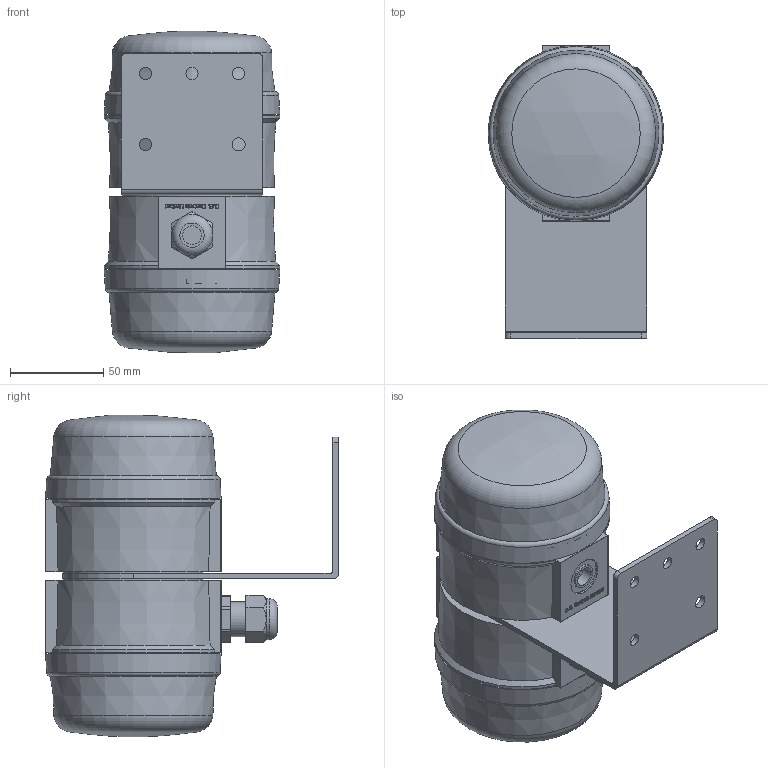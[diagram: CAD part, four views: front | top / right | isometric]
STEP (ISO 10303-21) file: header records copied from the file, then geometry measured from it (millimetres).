
FILE_DESCRIPTION(/* description */ (''),/* implementation_level */ '2;1');
FILE_NAME(/* name */ '219102167-MI_2C_B2B_R_A-3D_CAD-MD37-1-20240901.step',/* time_stamp */ '2024-09-09T14:49:08+01:00',/* author */ (''),/* organization */ (''),/* preprocessor_version */ 'ST-DEVELOPER v20',/* originating_system */ 'Autodesk Translation Framework v13.14.0.145',/* authorisation */ '');
FILE_SCHEMA (('AUTOMOTIVE_DESIGN { 1 0 10303 214 3 1 1 }'));
Products named in the file (9): 219102167-MI_2C_B2B_R_A-3D_CAD-MD37-1-20240901; H202711 (C BASE TALL - WHITE ABS) v2; H202711 (C BASE TALL - WHITE ABS) v2 (1); H6000000633 (BNG GASKET); G06101 (MB1 MOUNTING BRACKET); M16 Cable Gland; 1417653; H01273- (DOME DCR/TALL/- POLYCARBONATE); G41402505111 (M2.5 x 5mm PAN/POZI SCREW BZP)
Assembly tree (11 placements, depth 3):
  219102167-MI_2C_B2B_R_A-3D_CAD-MD37-1-20240901
    H202711 (C BASE TALL - WHITE ABS) v2
    H202711 (C BASE TALL - WHITE ABS) v2 (1)
    H6000000633 (BNG GASKET)  x2
    G06101 (MB1 MOUNTING BRACKET)
    M16 Cable Gland
      1417653
    H01273- (DOME DCR/TALL/- POLYCARBONATE)  x2
    G41402505111 (M2.5 x 5mm PAN/POZI SCREW BZP)  x2
Bounding box: 94.2 x 157.1 x 172.62 mm (x, y, z)
Volume: 285198 mm3; surface area: 226991.5 mm2
Topology: 12 solids, 12 shells, 2413 faces, 6700 edges, 4493 vertices
Faces by surface type: plane 1173, bspline 866, cylinder 191, torus 129, cone 48, sphere 6
Full cylindrical faces by diameter (mm): 1 x3, 1.042 x2, 2.438 x2, 4.8 x2, 4.9 x2, 5 x8, 5.5 x4, 6.5 x4, 7 x1, 10 x3, 10.2 x3, 13.2 x3, 14.023 x1, 16 x1, 18.7 x1, 20 x2, 20.2 x6, 22 x1, 35 x1, 75 x2, 75.5 x2, 84.6 x2, 88.6 x2, 89 x2
Entity records: 89640 total; most frequent: CARTESIAN_POINT 43835, ORIENTED_EDGE 10366, DIRECTION 8041, EDGE_CURVE 5183, VERTEX_POINT 3449, AXIS2_PLACEMENT_3D 2747, LINE 2547, VECTOR 2547
